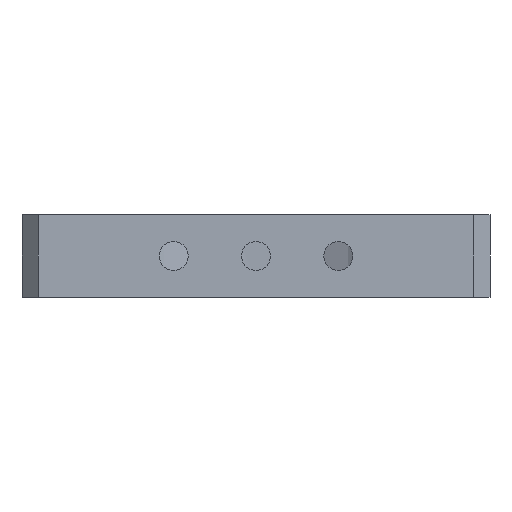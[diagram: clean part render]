
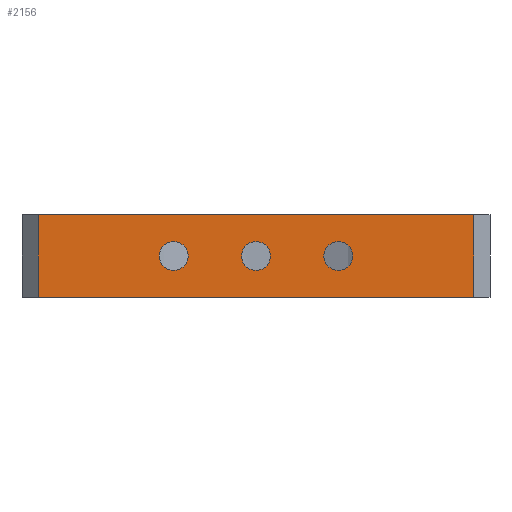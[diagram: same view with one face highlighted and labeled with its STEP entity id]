
A CAD part, front view. The second image highlights one B-rep face of the part: STEP entity #2156.
In plain terms, the highlighted planar face has unit normal (0, -1, 0).
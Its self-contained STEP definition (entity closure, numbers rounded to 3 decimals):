
#2 = CARTESIAN_POINT ( 'NONE',  ( -33.05, -35.55, 6.25 ) ) ;
#12 = CARTESIAN_POINT ( 'NONE',  ( -12.5, -35.55, 2.2 ) ) ;
#41 = AXIS2_PLACEMENT_3D ( 'NONE', #2999, #223, #3799 ) ;
#112 = VERTEX_POINT ( 'NONE', #791 ) ;
#137 = EDGE_CURVE ( 'NONE', #3007, #821, #804, .T. ) ;
#154 = DIRECTION ( 'NONE',  ( 0., 1., 0. ) ) ;
#171 = EDGE_CURVE ( 'NONE', #2788, #1324, #3330, .T. ) ;
#204 = EDGE_CURVE ( 'NONE', #3290, #2834, #3399, .T. ) ;
#223 = DIRECTION ( 'NONE',  ( 0., 1., 0. ) ) ;
#281 = AXIS2_PLACEMENT_3D ( 'NONE', #2762, #3904, #2390 ) ;
#480 = CARTESIAN_POINT ( 'NONE',  ( 12.5, -35.55, 0. ) ) ;
#553 = EDGE_LOOP ( 'NONE', ( #2246, #3893 ) ) ;
#584 = LINE ( 'NONE', #4132, #4292 ) ;
#691 = EDGE_LOOP ( 'NONE', ( #741, #1737 ) ) ;
#713 = EDGE_CURVE ( 'NONE', #3423, #112, #3009, .T. ) ;
#726 = FACE_BOUND ( 'NONE', #4095, .T. ) ;
#741 = ORIENTED_EDGE ( 'NONE', *, *, #171, .T. ) ;
#791 = CARTESIAN_POINT ( 'NONE',  ( 0., -35.55, 2.2 ) ) ;
#804 = CIRCLE ( 'NONE', #3719, 2.2 ) ;
#816 = CARTESIAN_POINT ( 'NONE',  ( 12.5, -35.55, 2.2 ) ) ;
#821 = VERTEX_POINT ( 'NONE', #3539 ) ;
#1101 = AXIS2_PLACEMENT_3D ( 'NONE', #3979, #4479, #2021 ) ;
#1114 = FACE_OUTER_BOUND ( 'NONE', #2458, .T. ) ;
#1224 = AXIS2_PLACEMENT_3D ( 'NONE', #2909, #3993, #2926 ) ;
#1324 = VERTEX_POINT ( 'NONE', #2933 ) ;
#1502 = EDGE_CURVE ( 'NONE', #821, #3007, #1518, .T. ) ;
#1505 = PLANE ( 'NONE',  #1224 ) ;
#1518 = CIRCLE ( 'NONE', #41, 2.2 ) ;
#1544 = AXIS2_PLACEMENT_3D ( 'NONE', #2525, #4395, #2589 ) ;
#1642 = ORIENTED_EDGE ( 'NONE', *, *, #713, .T. ) ;
#1733 = CARTESIAN_POINT ( 'NONE',  ( 33.05, -35.55, 6.25 ) ) ;
#1737 = ORIENTED_EDGE ( 'NONE', *, *, #3677, .T. ) ;
#1766 = CARTESIAN_POINT ( 'NONE',  ( -35.55, -35.55, -6.25 ) ) ;
#1836 = CARTESIAN_POINT ( 'NONE',  ( 0., -35.55, -2.2 ) ) ;
#1855 = VERTEX_POINT ( 'NONE', #4113 ) ;
#1861 = EDGE_CURVE ( 'NONE', #1855, #2834, #584, .T. ) ;
#1999 = CARTESIAN_POINT ( 'NONE',  ( -35.55, -35.55, 6.25 ) ) ;
#2021 = DIRECTION ( 'NONE',  ( 0., 0., 1. ) ) ;
#2094 = ORIENTED_EDGE ( 'NONE', *, *, #2413, .T. ) ;
#2114 = CARTESIAN_POINT ( 'NONE',  ( -33.05, -35.55, -6.25 ) ) ;
#2156 = ADVANCED_FACE ( 'NONE', ( #726, #2888, #3617, #1114 ), #1505, .F. ) ;
#2246 = ORIENTED_EDGE ( 'NONE', *, *, #137, .T. ) ;
#2321 = ORIENTED_EDGE ( 'NONE', *, *, #3243, .T. ) ;
#2390 = DIRECTION ( 'NONE',  ( 0., 0., 1. ) ) ;
#2413 = EDGE_CURVE ( 'NONE', #3281, #1855, #4249, .T. ) ;
#2458 = EDGE_LOOP ( 'NONE', ( #2649, #2321, #2094, #3579 ) ) ;
#2498 = AXIS2_PLACEMENT_3D ( 'NONE', #3347, #154, #2988 ) ;
#2525 = CARTESIAN_POINT ( 'NONE',  ( 0., -35.55, 0. ) ) ;
#2576 = VECTOR ( 'NONE', #3909, 1000. ) ;
#2589 = DIRECTION ( 'NONE',  ( 0., 0., 1. ) ) ;
#2590 = VECTOR ( 'NONE', #3762, 1000. ) ;
#2649 = ORIENTED_EDGE ( 'NONE', *, *, #204, .F. ) ;
#2762 = CARTESIAN_POINT ( 'NONE',  ( -12.5, -35.55, 0. ) ) ;
#2788 = VERTEX_POINT ( 'NONE', #12 ) ;
#2834 = VERTEX_POINT ( 'NONE', #1733 ) ;
#2888 = FACE_BOUND ( 'NONE', #691, .T. ) ;
#2909 = CARTESIAN_POINT ( 'NONE',  ( -35.55, -35.55, 6.25 ) ) ;
#2926 = DIRECTION ( 'NONE',  ( 0., 0., 1. ) ) ;
#2933 = CARTESIAN_POINT ( 'NONE',  ( -12.5, -35.55, -2.2 ) ) ;
#2947 = CIRCLE ( 'NONE', #281, 2.2 ) ;
#2950 = DIRECTION ( 'NONE',  ( 0., 0., 1. ) ) ;
#2988 = DIRECTION ( 'NONE',  ( 0., 0., 1. ) ) ;
#2999 = CARTESIAN_POINT ( 'NONE',  ( 12.5, -35.55, 0. ) ) ;
#3007 = VERTEX_POINT ( 'NONE', #816 ) ;
#3009 = CIRCLE ( 'NONE', #2498, 2.2 ) ;
#3243 = EDGE_CURVE ( 'NONE', #3290, #3281, #4187, .T. ) ;
#3281 = VERTEX_POINT ( 'NONE', #2114 ) ;
#3290 = VERTEX_POINT ( 'NONE', #4206 ) ;
#3330 = CIRCLE ( 'NONE', #1101, 2.2 ) ;
#3347 = CARTESIAN_POINT ( 'NONE',  ( 0., -35.55, 0. ) ) ;
#3399 = LINE ( 'NONE', #1999, #2590 ) ;
#3423 = VERTEX_POINT ( 'NONE', #1836 ) ;
#3539 = CARTESIAN_POINT ( 'NONE',  ( 12.5, -35.55, -2.2 ) ) ;
#3579 = ORIENTED_EDGE ( 'NONE', *, *, #1861, .T. ) ;
#3617 = FACE_BOUND ( 'NONE', #553, .T. ) ;
#3677 = EDGE_CURVE ( 'NONE', #1324, #2788, #2947, .T. ) ;
#3717 = DIRECTION ( 'NONE',  ( 0., 1., 0. ) ) ;
#3719 = AXIS2_PLACEMENT_3D ( 'NONE', #480, #3717, #2950 ) ;
#3762 = DIRECTION ( 'NONE',  ( 1., 0., 0. ) ) ;
#3799 = DIRECTION ( 'NONE',  ( 0., 0., 1. ) ) ;
#3893 = ORIENTED_EDGE ( 'NONE', *, *, #1502, .T. ) ;
#3904 = DIRECTION ( 'NONE',  ( 0., 1., 0. ) ) ;
#3909 = DIRECTION ( 'NONE',  ( 0., 0., -1. ) ) ;
#3979 = CARTESIAN_POINT ( 'NONE',  ( -12.5, -35.55, 0. ) ) ;
#3993 = DIRECTION ( 'NONE',  ( 0., 1., 0. ) ) ;
#4092 = DIRECTION ( 'NONE',  ( 0., 0., 1. ) ) ;
#4095 = EDGE_LOOP ( 'NONE', ( #4222, #1642 ) ) ;
#4113 = CARTESIAN_POINT ( 'NONE',  ( 33.05, -35.55, -6.25 ) ) ;
#4132 = CARTESIAN_POINT ( 'NONE',  ( 33.05, -35.55, 6.25 ) ) ;
#4187 = LINE ( 'NONE', #2, #2576 ) ;
#4206 = CARTESIAN_POINT ( 'NONE',  ( -33.05, -35.55, 6.25 ) ) ;
#4222 = ORIENTED_EDGE ( 'NONE', *, *, #4224, .T. ) ;
#4224 = EDGE_CURVE ( 'NONE', #112, #3423, #4382, .T. ) ;
#4249 = LINE ( 'NONE', #1766, #4297 ) ;
#4292 = VECTOR ( 'NONE', #4092, 1000. ) ;
#4297 = VECTOR ( 'NONE', #4500, 1000. ) ;
#4382 = CIRCLE ( 'NONE', #1544, 2.2 ) ;
#4395 = DIRECTION ( 'NONE',  ( 0., 1., 0. ) ) ;
#4479 = DIRECTION ( 'NONE',  ( 0., 1., 0. ) ) ;
#4500 = DIRECTION ( 'NONE',  ( 1., 0., 0. ) ) ;
